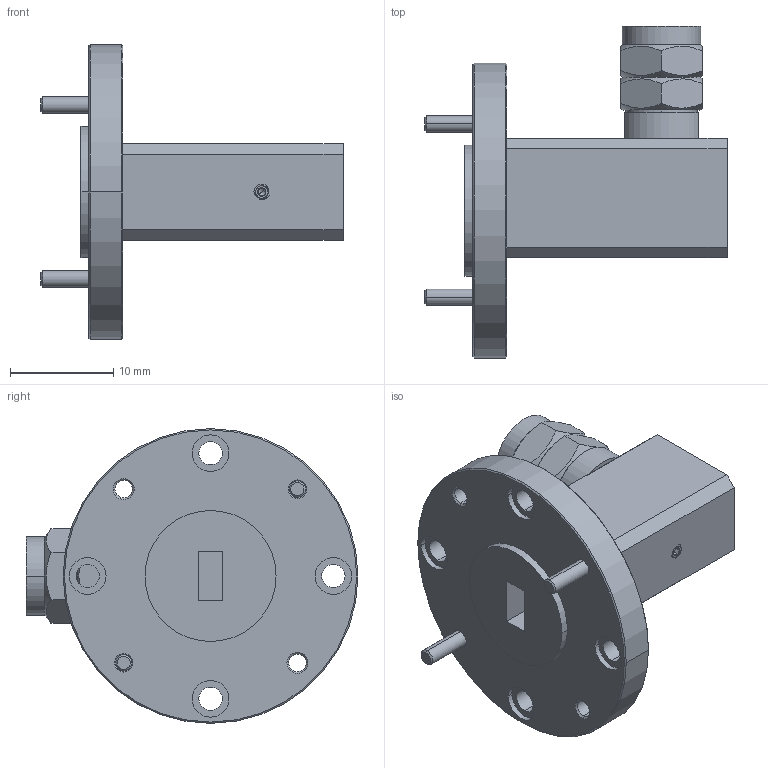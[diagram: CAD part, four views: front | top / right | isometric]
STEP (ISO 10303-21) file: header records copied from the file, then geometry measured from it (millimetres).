
FILE_DESCRIPTION (( 'STEP AP203' ), '1' );
FILE_NAME ('SWC-19VM-R1.STEP', '2018-10-24T23:40:24', ( '' ), ( '' ), 'SwSTEP 2.0', 'SolidWorks 2016', '' );
FILE_SCHEMA (( 'CONFIG_CONTROL_DESIGN' ));
Length unit declared in the file: inch
Products named in the file (1): SWC-19VM-R1
Bounding box: 29.27 x 32.17 x 28.57 mm (x, y, z)
Volume: 4630.7 mm3; surface area: 3736.8 mm2
Topology: 6 solids, 6 shells, 352 faces, 851 edges, 521 vertices
Faces by surface type: cylinder 141, cone 132, plane 77, bspline 2
Entity records: 11913 total; most frequent: CARTESIAN_POINT 3972, ORIENTED_EDGE 1686, DIRECTION 1558, EDGE_CURVE 843, AXIS2_PLACEMENT_3D 610, VERTEX_POINT 521, EDGE_LOOP 390, ADVANCED_FACE 352
